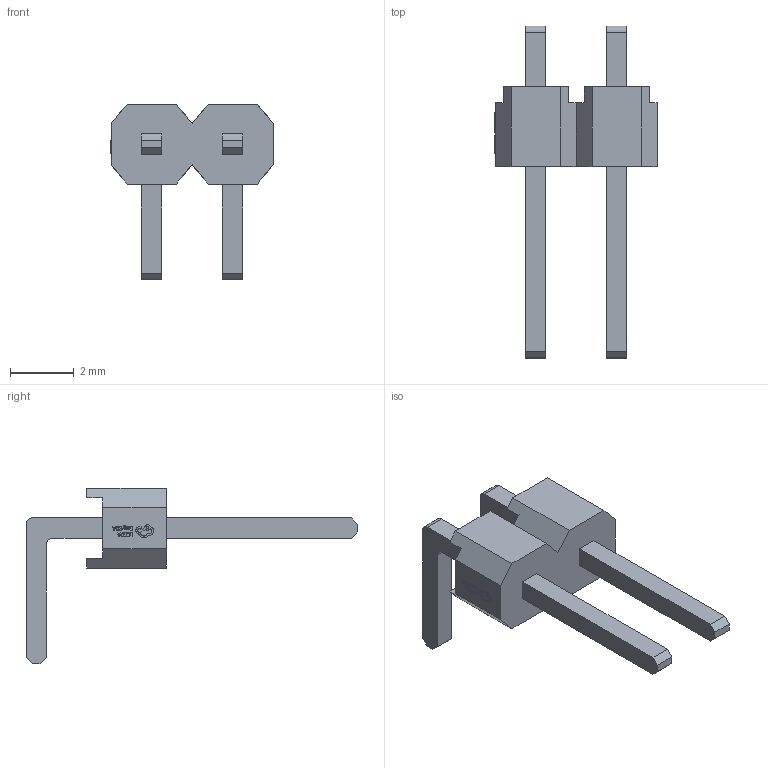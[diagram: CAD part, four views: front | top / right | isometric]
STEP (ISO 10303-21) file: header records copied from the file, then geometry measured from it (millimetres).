
FILE_DESCRIPTION (( 'STEP AP214' ), '1' );
FILE_NAME ('HDR-TH_2P-P2.54-M-WI-1X2P.step', '2022-07-02T12:05:09', ( '' ), ( '' ), 'SwSTEP 2.0', 'SolidWorks 2020', '' );
FILE_SCHEMA (( 'AUTOMOTIVE_DESIGN' ));
Length unit declared in the file: millimetre
Products named in the file (1): HDR-TH_2P-P2.54-M-WI-1X2P
Bounding box: 5.09 x 10.4 x 5.5 mm (x, y, z)
Volume: 34.1 mm3; surface area: 124.8 mm2
Topology: 1 solids, 1 shells, 344 faces, 936 edges, 624 vertices
Faces by surface type: plane 226, bspline 114, cylinder 4
Entity records: 14968 total; most frequent: CARTESIAN_POINT 4267, ORIENTED_EDGE 1872, DIRECTION 1174, EDGE_CURVE 936, VECTOR 696, LINE 696, VERTEX_POINT 624, EDGE_LOOP 374
